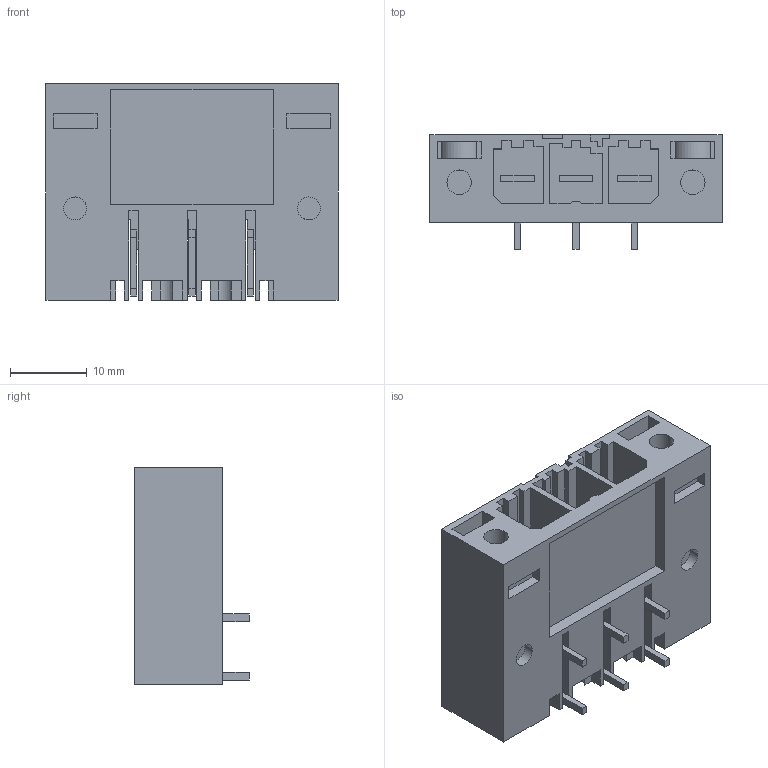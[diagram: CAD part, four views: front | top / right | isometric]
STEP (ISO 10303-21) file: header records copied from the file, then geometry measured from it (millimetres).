
FILE_DESCRIPTION(('CATIA V5 STEP Exchange','CAx-IF Rec.Pracs.--- Model Styling and Organization---1.2---2011-12-15'),'2;1');
FILE_NAME ('D1459377_0_1930390000_1930390000.stp','2017-04-28T06:51:06+00:00',('none'),('Weidmueller'),'CATIA Version 5-6 Release 2014','CATIA V5 STEP AP214','none');
FILE_SCHEMA(('AUTOMOTIVE_DESIGN { 1 0 10303 214 1 1 1 1 }'));
Length unit declared in the file: millimetre
Products named in the file (1): 1930390000
Bounding box: 38.1 x 14.9 x 28.3 mm (x, y, z)
Volume: 6862.5 mm3; surface area: 8940.6 mm2
Topology: 4 solids, 4 shells, 342 faces, 957 edges, 638 vertices
Faces by surface type: plane 308, cylinder 34
Entity records: 10805 total; most frequent: CARTESIAN_POINT 1914, ORIENTED_EDGE 1914, DIRECTION 1508, EDGE_CURVE 957, VECTOR 885, LINE 885, VERTEX_POINT 638, EDGE_LOOP 367
